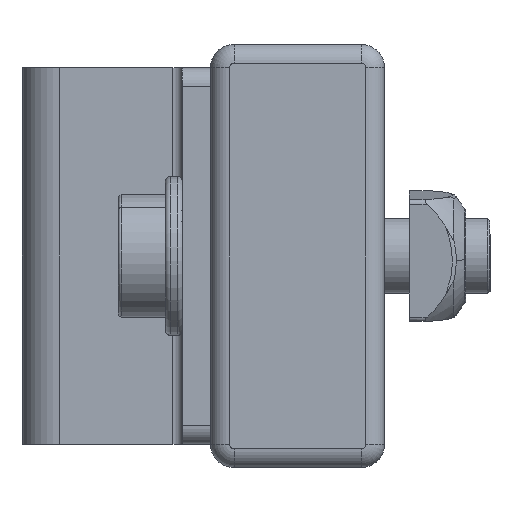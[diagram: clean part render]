
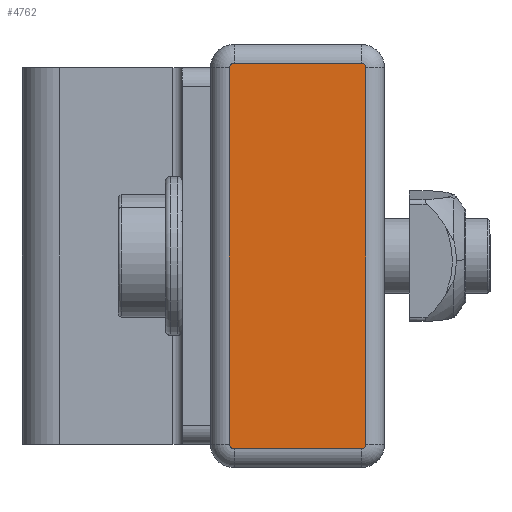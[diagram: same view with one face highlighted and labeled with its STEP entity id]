
A CAD part, left-side view. The second image highlights one B-rep face of the part: STEP entity #4762.
In plain terms, the highlighted face is planar.
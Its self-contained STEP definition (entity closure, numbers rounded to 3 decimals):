
#53 = EDGE_CURVE ( 'NONE', #3757, #5217, #1551, .T. ) ;
#61 = CARTESIAN_POINT ( 'NONE',  ( -6.75, 0., -20.5 ) ) ;
#208 = CARTESIAN_POINT ( 'NONE',  ( 9.25, 0., -20.5 ) ) ;
#363 = CARTESIAN_POINT ( 'NONE',  ( -6.75, 0., -20. ) ) ;
#538 = DIRECTION ( 'NONE',  ( 0., 0., -1. ) ) ;
#733 = DIRECTION ( 'NONE',  ( 1., 0., 0. ) ) ;
#877 = VERTEX_POINT ( 'NONE', #5094 ) ;
#889 = VERTEX_POINT ( 'NONE', #4573 ) ;
#897 = VERTEX_POINT ( 'NONE', #3014 ) ;
#977 = DIRECTION ( 'NONE',  ( 0., 1., 0. ) ) ;
#1020 = CIRCLE ( 'NONE', #4659, 0.5 ) ;
#1060 = CARTESIAN_POINT ( 'NONE',  ( 6.75, 0., -20. ) ) ;
#1110 = AXIS2_PLACEMENT_3D ( 'NONE', #4465, #1356, #4989 ) ;
#1307 = EDGE_CURVE ( 'NONE', #6532, #5457, #6196, .T. ) ;
#1339 = CIRCLE ( 'NONE', #1473, 0.5 ) ;
#1356 = DIRECTION ( 'NONE',  ( 0., -1., 0. ) ) ;
#1443 = CARTESIAN_POINT ( 'NONE',  ( 7.25, 0., 20. ) ) ;
#1473 = AXIS2_PLACEMENT_3D ( 'NONE', #5473, #1830, #4953 ) ;
#1551 = CIRCLE ( 'NONE', #3967, 0.5 ) ;
#1774 = ORIENTED_EDGE ( 'NONE', *, *, #53, .F. ) ;
#1830 = DIRECTION ( 'NONE',  ( 0., 1., 0. ) ) ;
#1831 = DIRECTION ( 'NONE',  ( 0., 0., 1. ) ) ;
#2005 = CARTESIAN_POINT ( 'NONE',  ( 7.25, 0., -20. ) ) ;
#2065 = VECTOR ( 'NONE', #1831, 1000. ) ;
#2105 = LINE ( 'NONE', #6640, #6071 ) ;
#2152 = EDGE_CURVE ( 'NONE', #877, #5457, #1339, .T. ) ;
#2303 = ORIENTED_EDGE ( 'NONE', *, *, #2787, .T. ) ;
#2368 = CARTESIAN_POINT ( 'NONE',  ( 7.25, 0., 22.5 ) ) ;
#2512 = ORIENTED_EDGE ( 'NONE', *, *, #1307, .T. ) ;
#2753 = CARTESIAN_POINT ( 'NONE',  ( -7.25, 0., -22.5 ) ) ;
#2787 = EDGE_CURVE ( 'NONE', #897, #5217, #4102, .T. ) ;
#2863 = LINE ( 'NONE', #208, #5450 ) ;
#2903 = EDGE_CURVE ( 'NONE', #6532, #3758, #1020, .T. ) ;
#3014 = CARTESIAN_POINT ( 'NONE',  ( -7.25, 0., 20. ) ) ;
#3163 = ORIENTED_EDGE ( 'NONE', *, *, #5510, .F. ) ;
#3472 = DIRECTION ( 'NONE',  ( 0., 0., -1. ) ) ;
#3560 = DIRECTION ( 'NONE',  ( -1., 0., 0. ) ) ;
#3757 = VERTEX_POINT ( 'NONE', #61 ) ;
#3758 = VERTEX_POINT ( 'NONE', #4214 ) ;
#3947 = PLANE ( 'NONE',  #1110 ) ;
#3967 = AXIS2_PLACEMENT_3D ( 'NONE', #363, #4985, #3472 ) ;
#4081 = CARTESIAN_POINT ( 'NONE',  ( -6.75, 0., 20. ) ) ;
#4102 = LINE ( 'NONE', #2753, #6679 ) ;
#4162 = DIRECTION ( 'NONE',  ( 0., 1., 0. ) ) ;
#4184 = ORIENTED_EDGE ( 'NONE', *, *, #2152, .F. ) ;
#4214 = CARTESIAN_POINT ( 'NONE',  ( 6.75, 0., -20.5 ) ) ;
#4402 = ORIENTED_EDGE ( 'NONE', *, *, #2903, .F. ) ;
#4465 = CARTESIAN_POINT ( 'NONE',  ( -9.25, 0., -22.5 ) ) ;
#4573 = CARTESIAN_POINT ( 'NONE',  ( -6.75, 0., 20.5 ) ) ;
#4596 = DIRECTION ( 'NONE',  ( 0., 0., -1. ) ) ;
#4612 = EDGE_CURVE ( 'NONE', #3757, #3758, #2863, .T. ) ;
#4659 = AXIS2_PLACEMENT_3D ( 'NONE', #1060, #4162, #538 ) ;
#4762 = ADVANCED_FACE ( 'NONE', ( #4805 ), #3947, .T. ) ;
#4805 = FACE_OUTER_BOUND ( 'NONE', #5656, .T. ) ;
#4868 = CIRCLE ( 'NONE', #6042, 0.5 ) ;
#4953 = DIRECTION ( 'NONE',  ( 0., 0., -1. ) ) ;
#4985 = DIRECTION ( 'NONE',  ( 0., 1., 0. ) ) ;
#4989 = DIRECTION ( 'NONE',  ( 0., 0., -1. ) ) ;
#5094 = CARTESIAN_POINT ( 'NONE',  ( 6.75, 0., 20.5 ) ) ;
#5217 = VERTEX_POINT ( 'NONE', #6396 ) ;
#5335 = DIRECTION ( 'NONE',  ( 0., 0., -1. ) ) ;
#5450 = VECTOR ( 'NONE', #733, 1000. ) ;
#5457 = VERTEX_POINT ( 'NONE', #1443 ) ;
#5473 = CARTESIAN_POINT ( 'NONE',  ( 6.75, 0., 20. ) ) ;
#5510 = EDGE_CURVE ( 'NONE', #897, #889, #4868, .T. ) ;
#5522 = EDGE_CURVE ( 'NONE', #877, #889, #2105, .T. ) ;
#5656 = EDGE_LOOP ( 'NONE', ( #4184, #6400, #3163, #2303, #1774, #6622, #4402, #2512 ) ) ;
#6042 = AXIS2_PLACEMENT_3D ( 'NONE', #4081, #977, #4596 ) ;
#6071 = VECTOR ( 'NONE', #3560, 1000. ) ;
#6196 = LINE ( 'NONE', #2368, #2065 ) ;
#6396 = CARTESIAN_POINT ( 'NONE',  ( -7.25, 0., -20. ) ) ;
#6400 = ORIENTED_EDGE ( 'NONE', *, *, #5522, .T. ) ;
#6532 = VERTEX_POINT ( 'NONE', #2005 ) ;
#6622 = ORIENTED_EDGE ( 'NONE', *, *, #4612, .T. ) ;
#6640 = CARTESIAN_POINT ( 'NONE',  ( -9.25, 0., 20.5 ) ) ;
#6679 = VECTOR ( 'NONE', #5335, 1000. ) ;
